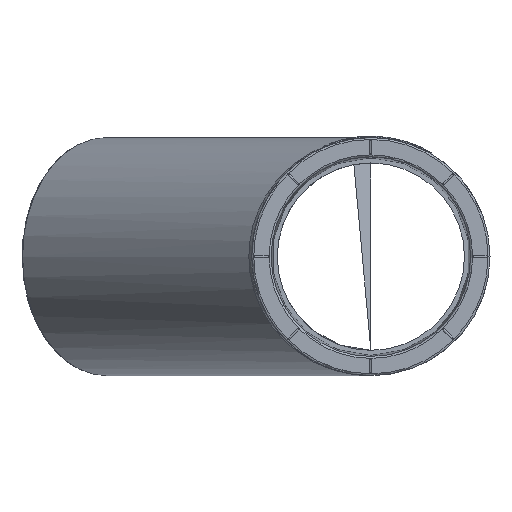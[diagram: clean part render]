
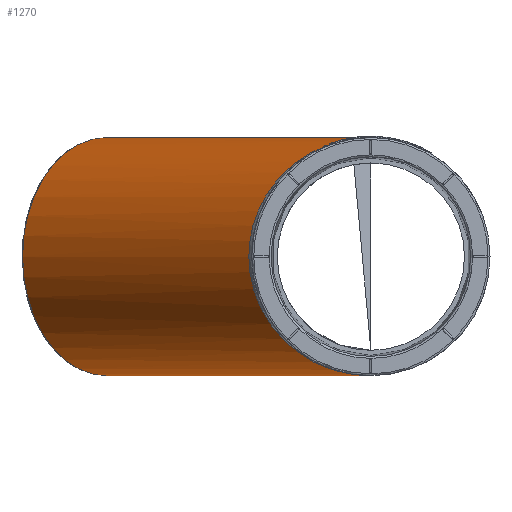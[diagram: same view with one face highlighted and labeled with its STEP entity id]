
A CAD part, front view. The second image highlights one B-rep face of the part: STEP entity #1270.
In plain terms, the highlighted cylindrical face has radius 30.15 mm (diameter 60.3 mm), a full revolution.
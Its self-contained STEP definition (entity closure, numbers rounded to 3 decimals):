
#109=CYLINDRICAL_SURFACE('',#7661,30.15);
#185=FACE_BOUND('',#2267,.T.);
#186=FACE_BOUND('',#2268,.T.);
#266=ELLIPSE('',#7659,33.044,30.15);
#267=ELLIPSE('',#7660,84.393,30.15);
#1141=CIRCLE('',#7658,30.15);
#1270=ADVANCED_FACE('',(#185,#186),#109,.T.);
#2267=EDGE_LOOP('',(#3232));
#2268=EDGE_LOOP('',(#3233,#3234));
#3232=ORIENTED_EDGE('',*,*,#5947,.T.);
#3233=ORIENTED_EDGE('',*,*,#5948,.T.);
#3234=ORIENTED_EDGE('',*,*,#5949,.T.);
#4974=VERTEX_POINT('',#11804);
#4975=VERTEX_POINT('',#11805);
#5166=VERTEX_POINT('',#12365);
#5947=EDGE_CURVE('',#5166,#5166,#1141,.T.);
#5948=EDGE_CURVE('',#4974,#4975,#266,.T.);
#5949=EDGE_CURVE('',#4975,#4974,#267,.T.);
#7658=AXIS2_PLACEMENT_3D('',#12364,#8676,#8677);
#7659=AXIS2_PLACEMENT_3D('',#12366,#8678,#8679);
#7660=AXIS2_PLACEMENT_3D('',#12367,#8680,#8681);
#7661=AXIS2_PLACEMENT_3D('',#12368,#8682,#8683);
#8676=DIRECTION('',(0.707,-0.707,0.));
#8677=DIRECTION('',(0.707,0.707,0.));
#8678=DIRECTION('',(-0.356,0.935,0.));
#8679=DIRECTION('',(-0.935,-0.356,0.));
#8680=DIRECTION('',(-0.913,-0.408,0.));
#8681=DIRECTION('',(0.408,-0.913,0.));
#8682=DIRECTION('',(0.707,-0.707,0.));
#8683=DIRECTION('',(-0.707,-0.707,0.));
#11804=CARTESIAN_POINT('',(2013.835,938.208,-30.15));
#11805=CARTESIAN_POINT('',(2013.835,938.208,30.15));
#12364=CARTESIAN_POINT('',(1947.014,1005.03,0.));
#12365=CARTESIAN_POINT('',(1968.333,1026.349,0.));
#12366=CARTESIAN_POINT('',(2013.835,938.208,0.));
#12367=CARTESIAN_POINT('',(2013.835,938.208,0.));
#12368=CARTESIAN_POINT('',(1946.66,1005.383,0.));
